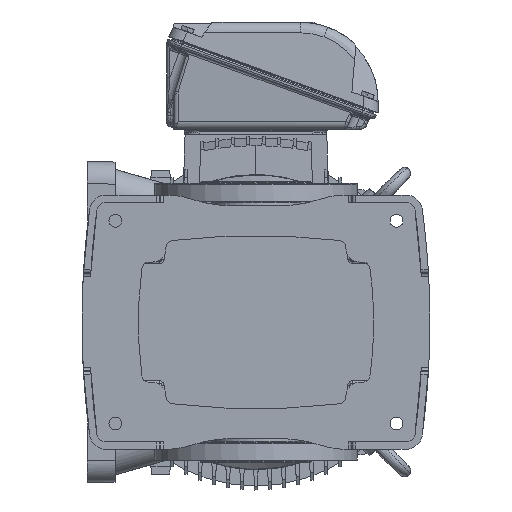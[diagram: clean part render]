
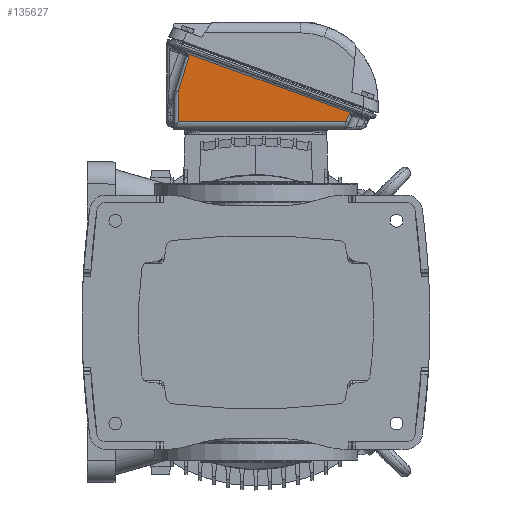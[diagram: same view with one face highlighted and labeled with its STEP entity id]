
A CAD part, front view. The second image highlights one B-rep face of the part: STEP entity #135627.
In plain terms, the highlighted face is planar.
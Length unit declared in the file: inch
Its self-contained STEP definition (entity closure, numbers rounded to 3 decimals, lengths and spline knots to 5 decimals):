
#3434 = EDGE_LOOP ( 'NONE', ( #134921, #80605, #185747, #88787, #41699, #161951, #61427 ) ) ;
#3493 = DIRECTION ( 'NONE',  ( 0.033, -0.012, 0.999 ) ) ;
#6079 = VERTEX_POINT ( 'NONE', #12217 ) ;
#8739 = EDGE_CURVE ( 'NONE', #160040, #6079, #178700, .T. ) ;
#11404 = CARTESIAN_POINT ( 'NONE',  ( -11.08927, 4.99028, 4.99697 ) ) ;
#12217 = CARTESIAN_POINT ( 'NONE',  ( -10.69446, 4.8126, 4.9819 ) ) ;
#12449 = EDGE_CURVE ( 'NONE', #6079, #183628, #49178, .T. ) ;
#16312 = CARTESIAN_POINT ( 'NONE',  ( -10.71241, 6.30546, 5.00032 ) ) ;
#19900 = CARTESIAN_POINT ( 'NONE',  ( -14.22204, -3.5834, 4.99738 ) ) ;
#21028 = VECTOR ( 'NONE', #47678, 39.37008 ) ;
#24805 = CARTESIAN_POINT ( 'NONE',  ( -11.1061, 5.00732, 4.99773 ) ) ;
#27852 = LINE ( 'NONE', #16312, #161111 ) ;
#28035 = VECTOR ( 'NONE', #161013, 39.37008 ) ;
#28372 = VERTEX_POINT ( 'NONE', #169693 ) ;
#32136 = FACE_OUTER_BOUND ( 'NONE', #3434, .T. ) ;
#32935 = CARTESIAN_POINT ( 'NONE',  ( -10.69446, 4.8126, 4.9819 ) ) ;
#35191 = CARTESIAN_POINT ( 'NONE',  ( -14.21988, -3.58278, 4.99731 ) ) ;
#40061 = CARTESIAN_POINT ( 'NONE',  ( -11.09524, 4.99622, 4.99724 ) ) ;
#41699 = ORIENTED_EDGE ( 'NONE', *, *, #110328, .T. ) ;
#47678 = DIRECTION ( 'NONE',  ( 0., 1., 0.012 ) ) ;
#48567 = CARTESIAN_POINT ( 'NONE',  ( -14.25124, -3.59248, 4.99822 ) ) ;
#49178 = LINE ( 'NONE', #32935, #159700 ) ;
#49508 = CARTESIAN_POINT ( 'NONE',  ( -14.31796, -3.62215, 5.00006 ) ) ;
#50458 = CARTESIAN_POINT ( 'NONE',  ( -14.19634, -3.57638, 4.99662 ) ) ;
#52687 = EDGE_CURVE ( 'NONE', #108133, #160040, #116988, .T. ) ;
#55329 = CARTESIAN_POINT ( 'NONE',  ( -11.14872, 5.05889, 4.99974 ) ) ;
#61427 = ORIENTED_EDGE ( 'NONE', *, *, #8739, .T. ) ;
#61666 = CARTESIAN_POINT ( 'NONE',  ( -14.1805, -3.57239, 4.99614 ) ) ;
#63036 = CARTESIAN_POINT ( 'NONE',  ( -10.69446, -4.15254, 4.87482 ) ) ;
#64369 = EDGE_CURVE ( 'NONE', #28372, #148096, #27852, .T. ) ;
#64794 = CARTESIAN_POINT ( 'NONE',  ( -14.21916, -3.58258, 4.99729 ) ) ;
#67796 = CARTESIAN_POINT ( 'NONE',  ( -11.09981, 5.00082, 4.99745 ) ) ;
#69673 = CARTESIAN_POINT ( 'NONE',  ( -11.07052, 4.97222, 4.99614 ) ) ;
#70605 = CARTESIAN_POINT ( 'NONE',  ( -11.09392, 4.9949, 4.99718 ) ) ;
#71785 = DIRECTION ( 'NONE',  ( -0.342, -0.94, 0. ) ) ;
#77252 = CARTESIAN_POINT ( 'NONE',  ( -14.25986, -3.59556, 4.99847 ) ) ;
#77777 = CARTESIAN_POINT ( 'NONE',  ( -14.1805, -3.57239, 4.99614 ) ) ;
#80605 = ORIENTED_EDGE ( 'NONE', *, *, #83361, .T. ) ;
#83105 = CARTESIAN_POINT ( 'NONE',  ( -11.09496, 4.99595, 4.99723 ) ) ;
#83361 = EDGE_CURVE ( 'NONE', #183628, #28372, #131789, .T. ) ;
#84043 = CARTESIAN_POINT ( 'NONE',  ( -11.11753, 5.01987, 4.99826 ) ) ;
#84977 = CARTESIAN_POINT ( 'NONE',  ( -11.07553, 4.97698, 4.99636 ) ) ;
#88787 = ORIENTED_EDGE ( 'NONE', *, *, #171290, .T. ) ;
#95368 = CARTESIAN_POINT ( 'NONE',  ( -14.32816, -3.62873, 5.00032 ) ) ;
#96317 = CARTESIAN_POINT ( 'NONE',  ( -14.27989, -3.60333, 4.99904 ) ) ;
#98356 = CARTESIAN_POINT ( 'NONE',  ( -11.11279, 5.01457, 4.99804 ) ) ;
#101711 = CARTESIAN_POINT ( 'NONE',  ( -15.19676, -4.15254, 5.02256 ) ) ;
#106025 = CARTESIAN_POINT ( 'NONE',  ( -12.28292, -4.15254, 4.92695 ) ) ;
#106854 = CARTESIAN_POINT ( 'NONE',  ( -14.22503, -3.58426, 4.99746 ) ) ;
#108133 = VERTEX_POINT ( 'NONE', #106025 ) ;
#110328 = EDGE_CURVE ( 'NONE', #145523, #108133, #133388, .T. ) ;
#111763 = CARTESIAN_POINT ( 'NONE',  ( -11.11818, 5.02061, 4.99829 ) ) ;
#116291 = DIRECTION ( 'NONE',  ( 0.999, 0., -0.033 ) ) ;
#116988 = LINE ( 'NONE', #101711, #28035 ) ;
#119304 = VECTOR ( 'NONE', #132437, 39.37008 ) ;
#121211 = CARTESIAN_POINT ( 'NONE',  ( -14.2586, -3.5951, 4.99843 ) ) ;
#121572 = CARTESIAN_POINT ( 'NONE',  ( -11.07052, 4.97222, 4.99614 ) ) ;
#122784 = DIRECTION ( 'NONE',  ( -0.92, 0.39, 0.035 ) ) ;
#123123 = CARTESIAN_POINT ( 'NONE',  ( -14.26858, -3.59882, 4.99872 ) ) ;
#127065 = CARTESIAN_POINT ( 'NONE',  ( -11.09242, 4.9934, 4.99712 ) ) ;
#128001 = CARTESIAN_POINT ( 'NONE',  ( -11.13531, 5.0402, 4.99908 ) ) ;
#131789 = B_SPLINE_CURVE_WITH_KNOTS ( 'NONE', 3,
 ( #69673, #84977, #171043, #11404, #127065, #70605, #155805, #83105, #185450, #40061, #67796, #24805, #98356, #156751, #84043, #111763, #142372, #186383, #128001, #55329, #184526 ),
 .UNSPECIFIED., .F., .F.,
 ( 4, 1, 1, 1, 1, 1, 2, 2, 1, 1, 1, 1, 2, 2, 4 ),
 ( 0., 0.125, 0.1875, 0.21875, 0.23437, 0.24219, 0.24609, 0.25, 0.375, 0.4375, 0.46875, 0.48437, 0.49219, 0.5, 1. ),
 .UNSPECIFIED. ) ;
#132437 = DIRECTION ( 'NONE',  ( 0.956, -0.292, -0.035 ) ) ;
#133388 = LINE ( 'NONE', #61666, #119304 ) ;
#134921 = ORIENTED_EDGE ( 'NONE', *, *, #12449, .T. ) ;
#135627 = ADVANCED_FACE ( 'NONE', ( #32136 ), #146896, .T. ) ;
#137489 = CARTESIAN_POINT ( 'NONE',  ( -14.21945, -3.58266, 4.9973 ) ) ;
#142372 = CARTESIAN_POINT ( 'NONE',  ( -11.11862, 5.02111, 4.99831 ) ) ;
#145523 = VERTEX_POINT ( 'NONE', #77777 ) ;
#146896 = PLANE ( 'NONE',  #170327 ) ;
#148096 = VERTEX_POINT ( 'NONE', #179476 ) ;
#148707 = B_SPLINE_CURVE_WITH_KNOTS ( 'NONE', 3,
 ( #95368, #49508, #166157, #96317, #123123, #153746, #77252, #121211, #179584, #150881, #48567, #167104, #165209, #106854, #19900, #182447, #35191, #137489, #64794, #181495, #50458, #152788 ),
 .UNSPECIFIED., .F., .F.,
 ( 4, 1, 1, 1, 1, 1, 2, 2, 1, 1, 1, 1, 1, 2, 2, 4 ),
 ( 0., 0.25, 0.375, 0.4375, 0.46875, 0.48438, 0.49219, 0.5, 0.625, 0.6875, 0.71875, 0.73438, 0.74219, 0.74609, 0.75, 1. ),
 .UNSPECIFIED. ) ;
#148782 = CARTESIAN_POINT ( 'NONE',  ( -15.19685, -4.39372, 5.01969 ) ) ;
#150881 = CARTESIAN_POINT ( 'NONE',  ( -14.25726, -3.59462, 4.9984 ) ) ;
#152788 = CARTESIAN_POINT ( 'NONE',  ( -14.1805, -3.57239, 4.99614 ) ) ;
#153746 = CARTESIAN_POINT ( 'NONE',  ( -14.26279, -3.59663, 4.99855 ) ) ;
#155805 = CARTESIAN_POINT ( 'NONE',  ( -11.09465, 4.99564, 4.99722 ) ) ;
#156751 = CARTESIAN_POINT ( 'NONE',  ( -11.11597, 5.01812, 4.99818 ) ) ;
#159700 = VECTOR ( 'NONE', #122784, 39.37008 ) ;
#160040 = VERTEX_POINT ( 'NONE', #63036 ) ;
#161013 = DIRECTION ( 'NONE',  ( 0.999, 0., -0.033 ) ) ;
#161111 = VECTOR ( 'NONE', #71785, 39.37008 ) ;
#161951 = ORIENTED_EDGE ( 'NONE', *, *, #52687, .T. ) ;
#162438 = CARTESIAN_POINT ( 'NONE',  ( -10.69446, -4.15254, 4.87482 ) ) ;
#165209 = CARTESIAN_POINT ( 'NONE',  ( -14.23091, -3.58599, 4.99764 ) ) ;
#166157 = CARTESIAN_POINT ( 'NONE',  ( -14.30141, -3.61293, 4.99963 ) ) ;
#167104 = CARTESIAN_POINT ( 'NONE',  ( -14.24225, -3.58947, 4.99797 ) ) ;
#169693 = CARTESIAN_POINT ( 'NONE',  ( -11.15929, 5.07767, 5.00032 ) ) ;
#170327 = AXIS2_PLACEMENT_3D ( 'NONE', #148782, #3493, #116291 ) ;
#171043 = CARTESIAN_POINT ( 'NONE',  ( -11.0824, 4.98356, 4.99667 ) ) ;
#171290 = EDGE_CURVE ( 'NONE', #148096, #145523, #148707, .T. ) ;
#178700 = LINE ( 'NONE', #162438, #21028 ) ;
#179476 = CARTESIAN_POINT ( 'NONE',  ( -14.32816, -3.62873, 5.00032 ) ) ;
#179584 = CARTESIAN_POINT ( 'NONE',  ( -14.25775, -3.5948, 4.99841 ) ) ;
#181495 = CARTESIAN_POINT ( 'NONE',  ( -14.20918, -3.57976, 4.997 ) ) ;
#182447 = CARTESIAN_POINT ( 'NONE',  ( -14.22053, -3.58297, 4.99733 ) ) ;
#183628 = VERTEX_POINT ( 'NONE', #121572 ) ;
#184526 = CARTESIAN_POINT ( 'NONE',  ( -11.15929, 5.07767, 5.00032 ) ) ;
#185450 = CARTESIAN_POINT ( 'NONE',  ( -11.09517, 4.99615, 4.99724 ) ) ;
#185747 = ORIENTED_EDGE ( 'NONE', *, *, #64369, .T. ) ;
#186383 = CARTESIAN_POINT ( 'NONE',  ( -11.1188, 5.02131, 4.99831 ) ) ;
